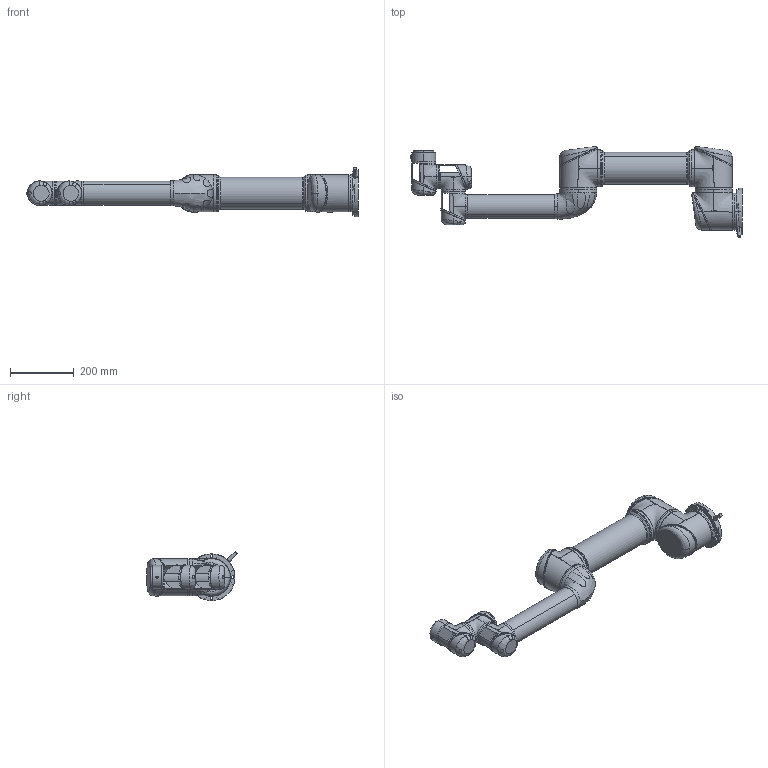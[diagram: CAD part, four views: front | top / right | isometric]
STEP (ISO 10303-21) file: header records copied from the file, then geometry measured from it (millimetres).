
FILE_DESCRIPTION (( 'STEP AP214' ), '1' );
FILE_NAME ('Robot_Simpel_r01.STEP', '2008-11-11T17:30:11', ( 'Kristian Kassow' ), ( '' ), 'SwSTEP 2.0', 'SolidWorks 2007', '' );
FILE_SCHEMA (( 'AUTOMOTIVE_DESIGN' ));
Length unit declared in the file: millimetre
Products named in the file (10): Size 3 to Size 1_Angle_r02_Simple; Size 3_Joint lid_r06_Simple; Size 1_Tool flange_r03_Simple; Size 1_Joint lid_r07_Simple; Size 3_Round base_r02_Simple; Size 3_Over arm_r01_Simpel; Robot_Simpel_r01; Size 1 r鷨_r01_Simple; Size 3_House_r11_Simple; Size 1_House_r13_Simple
Assembly tree (17 placements, depth 2):
  Robot_Simpel_r01
    Size 1_House_r13_Simple  x3
    Size 3_Round base_r02_Simple
    Size 3_House_r11_Simple  x3
    Size 1 r鷨_r01_Simple
    Size 1_Joint lid_r07_Simple  x3
    Size 3_Joint lid_r06_Simple  x3
    Size 3_Over arm_r01_Simpel
    Size 1_Tool flange_r03_Simple
    Size 3 to Size 1_Angle_r02_Simple
Bounding box: 1042.63 x 285.64 x 154.92 mm (x, y, z)
Volume: 10986976.2 mm3; surface area: 735889.3 mm2
Topology: 18 solids, 23 shells, 467 faces, 1566 edges, 1193 vertices
Faces by surface type: bspline 193, cylinder 146, plane 83, cone 25, torus 20
Entity records: 35134 total; most frequent: CARTESIAN_POINT 27594, ORIENTED_EDGE 1600, DIRECTION 1276, EDGE_CURVE 800, VERTEX_POINT 585, AXIS2_PLACEMENT_3D 556, CIRCLE 342, EDGE_LOOP 313
